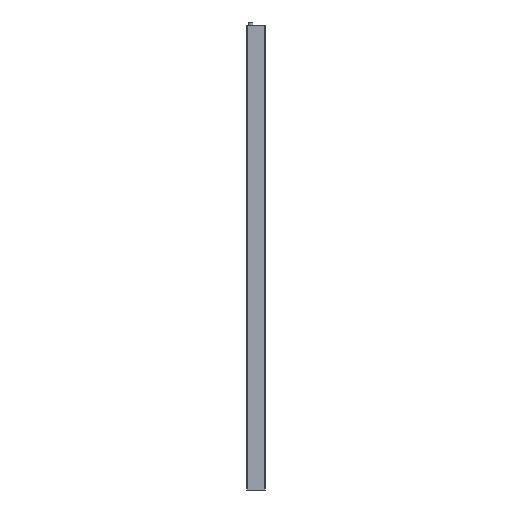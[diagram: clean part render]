
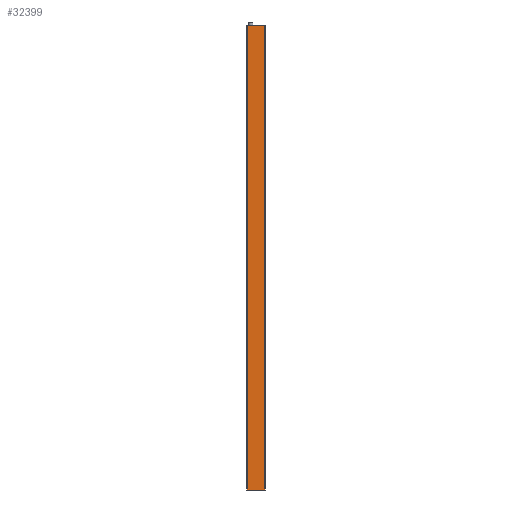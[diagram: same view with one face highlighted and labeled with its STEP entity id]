
A CAD part, left-side view. The second image highlights one B-rep face of the part: STEP entity #32399.
In plain terms, the highlighted planar face has unit normal (-1, 0, 0).
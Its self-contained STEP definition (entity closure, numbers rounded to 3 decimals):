
#740 = VECTOR ( 'NONE', #12639, 1000. ) ;
#1248 = LINE ( 'NONE', #26383, #14518 ) ;
#2906 = DIRECTION ( 'NONE',  ( 0., 0., -1. ) ) ;
#3751 = CARTESIAN_POINT ( 'NONE',  ( -14., 0., 709. ) ) ;
#4402 = VECTOR ( 'NONE', #16198, 1000. ) ;
#4658 = LINE ( 'NONE', #12819, #740 ) ;
#4688 = EDGE_CURVE ( 'NONE', #9993, #9066, #1248, .T. ) ;
#4839 = CARTESIAN_POINT ( 'NONE',  ( -14., 27.2, 0. ) ) ;
#8042 = LINE ( 'NONE', #14011, #4402 ) ;
#9066 = VERTEX_POINT ( 'NONE', #26720 ) ;
#9724 = EDGE_CURVE ( 'NONE', #35583, #9066, #4658, .T. ) ;
#9993 = VERTEX_POINT ( 'NONE', #29386 ) ;
#12639 = DIRECTION ( 'NONE',  ( 0., -1., 0. ) ) ;
#12819 = CARTESIAN_POINT ( 'NONE',  ( -14., 0., 0. ) ) ;
#13927 = ORIENTED_EDGE ( 'NONE', *, *, #4688, .F. ) ;
#14011 = CARTESIAN_POINT ( 'NONE',  ( -14., 27.2, 709. ) ) ;
#14028 = EDGE_LOOP ( 'NONE', ( #23311, #13927, #28183, #23037 ) ) ;
#14518 = VECTOR ( 'NONE', #18084, 1000. ) ;
#14800 = VECTOR ( 'NONE', #20957, 1000. ) ;
#15799 = CARTESIAN_POINT ( 'NONE',  ( -14., 27.2, 709. ) ) ;
#16198 = DIRECTION ( 'NONE',  ( 0., 0., -1. ) ) ;
#16957 = VERTEX_POINT ( 'NONE', #15799 ) ;
#18084 = DIRECTION ( 'NONE',  ( 0., 0., -1. ) ) ;
#18182 = FACE_OUTER_BOUND ( 'NONE', #14028, .T. ) ;
#18197 = EDGE_CURVE ( 'NONE', #16957, #9993, #20236, .T. ) ;
#18583 = EDGE_CURVE ( 'NONE', #16957, #35583, #8042, .T. ) ;
#20236 = LINE ( 'NONE', #3751, #14800 ) ;
#20957 = DIRECTION ( 'NONE',  ( 0., -1., 0. ) ) ;
#23037 = ORIENTED_EDGE ( 'NONE', *, *, #18583, .T. ) ;
#23311 = ORIENTED_EDGE ( 'NONE', *, *, #9724, .T. ) ;
#26383 = CARTESIAN_POINT ( 'NONE',  ( -14., 0., 709. ) ) ;
#26559 = AXIS2_PLACEMENT_3D ( 'NONE', #27510, #29852, #2906 ) ;
#26720 = CARTESIAN_POINT ( 'NONE',  ( -14., 0., 0. ) ) ;
#27510 = CARTESIAN_POINT ( 'NONE',  ( -14., 0., 709. ) ) ;
#27680 = PLANE ( 'NONE',  #26559 ) ;
#28183 = ORIENTED_EDGE ( 'NONE', *, *, #18197, .F. ) ;
#29386 = CARTESIAN_POINT ( 'NONE',  ( -14., 0., 709. ) ) ;
#29852 = DIRECTION ( 'NONE',  ( 1., 0., 0. ) ) ;
#32399 = ADVANCED_FACE ( 'NONE', ( #18182 ), #27680, .F. ) ;
#35583 = VERTEX_POINT ( 'NONE', #4839 ) ;
